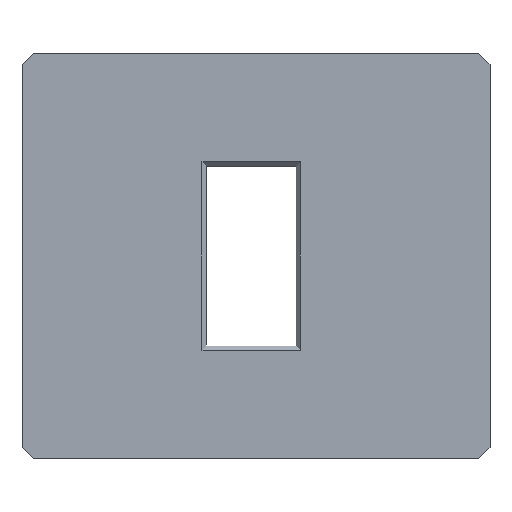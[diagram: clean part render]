
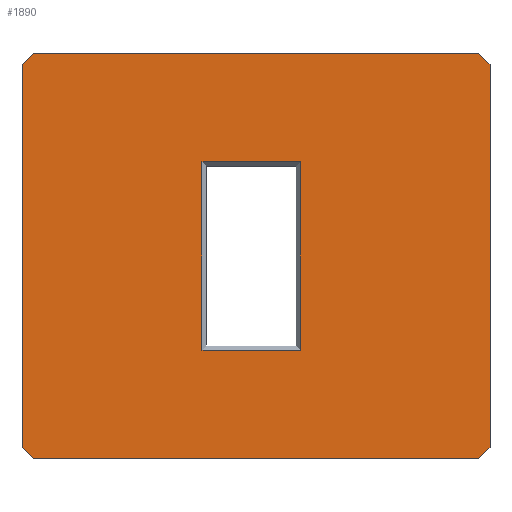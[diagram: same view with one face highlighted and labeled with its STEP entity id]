
A CAD part, left-side view. The second image highlights one B-rep face of the part: STEP entity #1890.
In plain terms, the highlighted planar face has unit normal (-1, 0, 0).
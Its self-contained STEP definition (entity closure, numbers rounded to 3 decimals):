
#11 = CARTESIAN_POINT ( 'NONE',  ( -3., 1.4, 2.783 ) ) ;
#12 = VERTEX_POINT ( 'NONE', #469 ) ;
#32 = VECTOR ( 'NONE', #1763, 1000. ) ;
#39 = CARTESIAN_POINT ( 'NONE',  ( -3., 25.1, 37.7 ) ) ;
#102 = CARTESIAN_POINT ( 'NONE',  ( -3., 1.4, 49.617 ) ) ;
#225 = CARTESIAN_POINT ( 'NONE',  ( -3., 36.6, 37.7 ) ) ;
#232 = EDGE_CURVE ( 'NONE', #1714, #2200, #1077, .T. ) ;
#249 = VECTOR ( 'NONE', #466, 1000. ) ;
#251 = LINE ( 'NONE', #489, #1983 ) ;
#311 = ORIENTED_EDGE ( 'NONE', *, *, #2318, .T. ) ;
#313 = CARTESIAN_POINT ( 'NONE',  ( -3., 24.6, 15.2 ) ) ;
#329 = VECTOR ( 'NONE', #744, 1000. ) ;
#353 = VERTEX_POINT ( 'NONE', #445 ) ;
#394 = CARTESIAN_POINT ( 'NONE',  ( -3., 27.909, -27.909 ) ) ;
#445 = CARTESIAN_POINT ( 'NONE',  ( -3., 57.217, 1.4 ) ) ;
#466 = DIRECTION ( 'NONE',  ( 0., 1., 0. ) ) ;
#469 = CARTESIAN_POINT ( 'NONE',  ( -3., 58.6, 2.783 ) ) ;
#484 = ORIENTED_EDGE ( 'NONE', *, *, #1583, .T. ) ;
#485 = EDGE_LOOP ( 'NONE', ( #484, #2272, #1348, #725, #911, #1490, #1441, #311 ) ) ;
#486 = LINE ( 'NONE', #1295, #974 ) ;
#489 = CARTESIAN_POINT ( 'NONE',  ( -3., 2.091, 2.091 ) ) ;
#500 = VERTEX_POINT ( 'NONE', #2218 ) ;
#506 = VECTOR ( 'NONE', #531, 1000. ) ;
#510 = PLANE ( 'NONE',  #2252 ) ;
#530 = CARTESIAN_POINT ( 'NONE',  ( -3., 36.6, 37.2 ) ) ;
#531 = DIRECTION ( 'NONE',  ( 0., 0.707, 0.707 ) ) ;
#565 = VERTEX_POINT ( 'NONE', #225 ) ;
#581 = CARTESIAN_POINT ( 'NONE',  ( -3., 58.6, 0. ) ) ;
#680 = VECTOR ( 'NONE', #924, 1000. ) ;
#691 = LINE ( 'NONE', #1544, #506 ) ;
#723 = VECTOR ( 'NONE', #1364, 1000. ) ;
#725 = ORIENTED_EDGE ( 'NONE', *, *, #2529, .T. ) ;
#729 = LINE ( 'NONE', #530, #680 ) ;
#744 = DIRECTION ( 'NONE',  ( 0., 0., 1. ) ) ;
#771 = EDGE_CURVE ( 'NONE', #565, #2604, #1857, .T. ) ;
#778 = LINE ( 'NONE', #581, #1394 ) ;
#818 = CARTESIAN_POINT ( 'NONE',  ( -3., 2.783, 1.4 ) ) ;
#856 = EDGE_CURVE ( 'NONE', #1216, #1524, #1966, .T. ) ;
#898 = ORIENTED_EDGE ( 'NONE', *, *, #1598, .T. ) ;
#911 = ORIENTED_EDGE ( 'NONE', *, *, #1497, .T. ) ;
#924 = DIRECTION ( 'NONE',  ( 0., 0., 1. ) ) ;
#932 = FACE_BOUND ( 'NONE', #1184, .T. ) ;
#934 = VERTEX_POINT ( 'NONE', #818 ) ;
#965 = EDGE_CURVE ( 'NONE', #1524, #12, #778, .T. ) ;
#974 = VECTOR ( 'NONE', #1681, 1000. ) ;
#993 = LINE ( 'NONE', #313, #723 ) ;
#1018 = CARTESIAN_POINT ( 'NONE',  ( -3., 24.6, 14.7 ) ) ;
#1077 = LINE ( 'NONE', #2170, #329 ) ;
#1078 = DIRECTION ( 'NONE',  ( 0., -1., 0. ) ) ;
#1129 = EDGE_CURVE ( 'NONE', #934, #1714, #251, .T. ) ;
#1184 = EDGE_LOOP ( 'NONE', ( #1500, #1845, #898, #1597 ) ) ;
#1198 = LINE ( 'NONE', #1745, #2295 ) ;
#1210 = EDGE_CURVE ( 'NONE', #1263, #565, #729, .T. ) ;
#1216 = VERTEX_POINT ( 'NONE', #1948 ) ;
#1217 = DIRECTION ( 'NONE',  ( 0., 0., -1. ) ) ;
#1244 = DIRECTION ( 'NONE',  ( 0., -0.707, -0.707 ) ) ;
#1263 = VERTEX_POINT ( 'NONE', #1747 ) ;
#1285 = DIRECTION ( 'NONE',  ( 0., -0.707, 0.707 ) ) ;
#1295 = CARTESIAN_POINT ( 'NONE',  ( -3., 0., 1.4 ) ) ;
#1308 = CARTESIAN_POINT ( 'NONE',  ( -3., 58.6, 49.617 ) ) ;
#1348 = ORIENTED_EDGE ( 'NONE', *, *, #965, .T. ) ;
#1364 = DIRECTION ( 'NONE',  ( 0., 0., -1. ) ) ;
#1394 = VECTOR ( 'NONE', #1217, 1000. ) ;
#1417 = LINE ( 'NONE', #394, #1732 ) ;
#1441 = ORIENTED_EDGE ( 'NONE', *, *, #232, .T. ) ;
#1490 = ORIENTED_EDGE ( 'NONE', *, *, #1129, .T. ) ;
#1497 = EDGE_CURVE ( 'NONE', #353, #934, #486, .T. ) ;
#1500 = ORIENTED_EDGE ( 'NONE', *, *, #1210, .T. ) ;
#1524 = VERTEX_POINT ( 'NONE', #1308 ) ;
#1544 = CARTESIAN_POINT ( 'NONE',  ( -3., -24.109, 24.109 ) ) ;
#1547 = DIRECTION ( 'NONE',  ( -1., 0., 0. ) ) ;
#1583 = EDGE_CURVE ( 'NONE', #500, #1216, #1198, .T. ) ;
#1597 = ORIENTED_EDGE ( 'NONE', *, *, #2107, .T. ) ;
#1598 = EDGE_CURVE ( 'NONE', #2604, #2608, #993, .T. ) ;
#1681 = DIRECTION ( 'NONE',  ( 0., -1., 0. ) ) ;
#1688 = FACE_OUTER_BOUND ( 'NONE', #485, .T. ) ;
#1714 = VERTEX_POINT ( 'NONE', #11 ) ;
#1727 = VECTOR ( 'NONE', #1078, 1000. ) ;
#1732 = VECTOR ( 'NONE', #1244, 1000. ) ;
#1745 = CARTESIAN_POINT ( 'NONE',  ( -3., 0., 51. ) ) ;
#1747 = CARTESIAN_POINT ( 'NONE',  ( -3., 36.6, 14.7 ) ) ;
#1763 = DIRECTION ( 'NONE',  ( 0., 0.707, -0.707 ) ) ;
#1840 = LINE ( 'NONE', #1852, #249 ) ;
#1845 = ORIENTED_EDGE ( 'NONE', *, *, #771, .T. ) ;
#1852 = CARTESIAN_POINT ( 'NONE',  ( -3., 36.1, 14.7 ) ) ;
#1857 = LINE ( 'NONE', #39, #1727 ) ;
#1890 = ADVANCED_FACE ( 'NONE', ( #932, #1688 ), #510, .T. ) ;
#1942 = DIRECTION ( 'NONE',  ( 0., 1., 0. ) ) ;
#1948 = CARTESIAN_POINT ( 'NONE',  ( -3., 57.217, 51. ) ) ;
#1954 = DIRECTION ( 'NONE',  ( 0., 0., 1. ) ) ;
#1966 = LINE ( 'NONE', #2132, #32 ) ;
#1983 = VECTOR ( 'NONE', #1285, 1000. ) ;
#2107 = EDGE_CURVE ( 'NONE', #2608, #1263, #1840, .T. ) ;
#2132 = CARTESIAN_POINT ( 'NONE',  ( -3., 54.109, 54.109 ) ) ;
#2170 = CARTESIAN_POINT ( 'NONE',  ( -3., 1.4, 0. ) ) ;
#2200 = VERTEX_POINT ( 'NONE', #102 ) ;
#2218 = CARTESIAN_POINT ( 'NONE',  ( -3., 2.783, 51. ) ) ;
#2252 = AXIS2_PLACEMENT_3D ( 'NONE', #2556, #1547, #1954 ) ;
#2272 = ORIENTED_EDGE ( 'NONE', *, *, #856, .T. ) ;
#2295 = VECTOR ( 'NONE', #1942, 1000. ) ;
#2318 = EDGE_CURVE ( 'NONE', #2200, #500, #691, .T. ) ;
#2470 = CARTESIAN_POINT ( 'NONE',  ( -3., 24.6, 37.7 ) ) ;
#2529 = EDGE_CURVE ( 'NONE', #12, #353, #1417, .T. ) ;
#2556 = CARTESIAN_POINT ( 'NONE',  ( -3., 0., 0. ) ) ;
#2604 = VERTEX_POINT ( 'NONE', #2470 ) ;
#2608 = VERTEX_POINT ( 'NONE', #1018 ) ;
